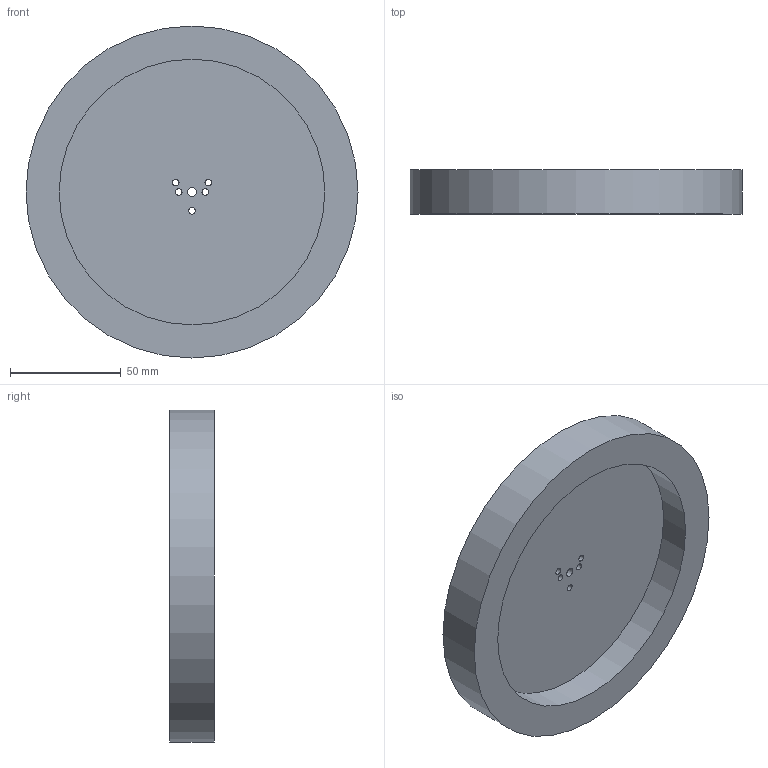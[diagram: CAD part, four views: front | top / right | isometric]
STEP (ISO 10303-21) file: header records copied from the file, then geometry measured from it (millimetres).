
FILE_DESCRIPTION(/* description */ (''),/* implementation_level */ '2;1');
FILE_NAME(/* name */ 'Wheel 2_ipt_f2a717db.STEP',/* time_stamp */ '2020-04-09T20:39:33+09:00',/* author */ ('user'),/* organization */ (''),/* preprocessor_version */ 'ST-DEVELOPER v18',/* originating_system */ 'Autodesk Inventor 2020',/* authorisation */ '');
FILE_SCHEMA (('AUTOMOTIVE_DESIGN { 1 0 10303 214 3 1 1 }'));
Length unit declared in the file: millimetre
Products named in the file (1): Wheel 2
Bounding box: 150 x 20 x 150 mm (x, y, z)
Volume: 194805.4 mm3; surface area: 50307.9 mm2
Topology: 1 solids, 1 shells, 11 faces, 34 edges, 26 vertices
Faces by surface type: cylinder 8, plane 3
Full cylindrical faces by diameter (mm): 3 x5, 4 x1, 120 x1, 150 x1
Entity records: 479 total; most frequent: DIRECTION 84, CARTESIAN_POINT 72, ORIENTED_EDGE 68, AXIS2_PLACEMENT_3D 38, EDGE_CURVE 34, CIRCLE 26, VERTEX_POINT 26, EDGE_LOOP 24
